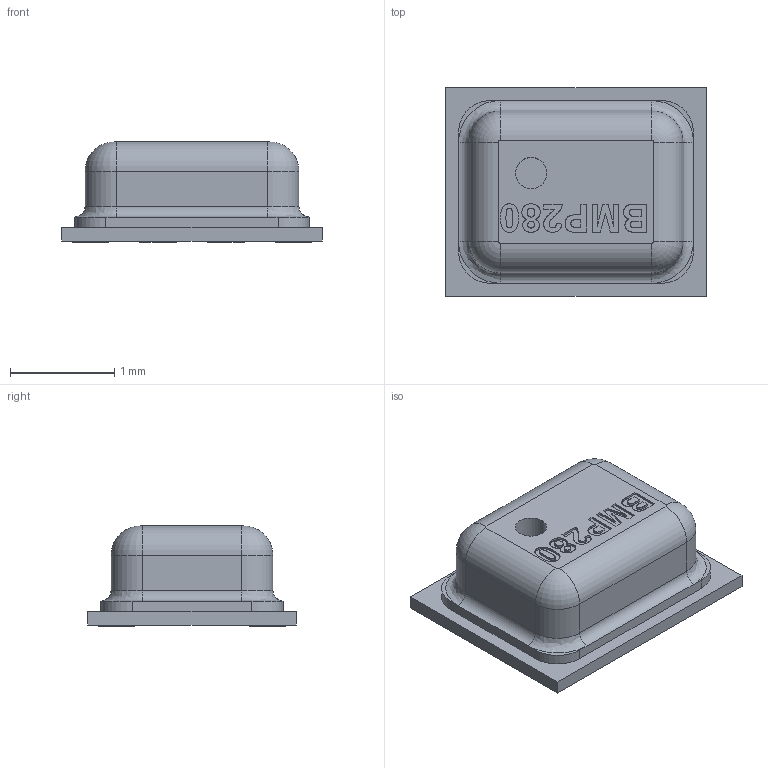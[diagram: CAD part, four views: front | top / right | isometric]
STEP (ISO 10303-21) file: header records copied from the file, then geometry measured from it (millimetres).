
FILE_DESCRIPTION (( 'STEP AP214' ), '1' );
FILE_NAME ('7E537C31-C2A0-4D3B-8269-08609F205FAE.STEP', '2022-08-14T15:37:10', ( '' ), ( '' ), 'SwSTEP 2.0', 'SolidWorks 2022', '' );
FILE_SCHEMA (( 'AUTOMOTIVE_DESIGN' ));
Length unit declared in the file: millimetre
Products named in the file (1): 7E537C31-C2A0-4D3B-8269-08609F205FAE
Bounding box: 2.5 x 2 x 0.96 mm (x, y, z)
Volume: 3.1 mm3; surface area: 16.6 mm2
Topology: 1 solids, 1 shells, 1195 faces, 3486 edges, 2316 vertices
Faces by surface type: plane 1167, cylinder 20, bspline 4, torus 4
Entity records: 39494 total; most frequent: CARTESIAN_POINT 7476, ORIENTED_EDGE 6972, DIRECTION 5792, EDGE_CURVE 3486, LINE 3320, VECTOR 3320, VERTEX_POINT 2316, AXIS2_PLACEMENT_3D 1236
